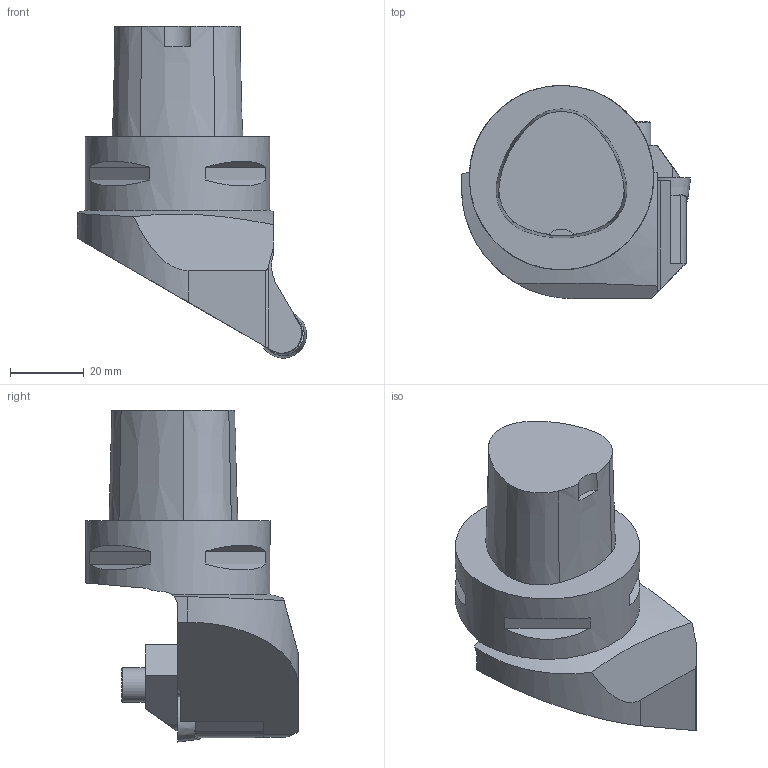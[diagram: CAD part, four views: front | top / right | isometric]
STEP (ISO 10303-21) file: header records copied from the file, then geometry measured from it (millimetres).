
FILE_DESCRIPTION(/* description */ (''),/* implementation_level */ '2;1');
FILE_NAME(/* name */ '1631703573929.stp',/* time_stamp */ '2021-09-15T16:29:49+06:00',/* author */ (''),/* organization */ ('SMS'),/* preprocessor_version */ 'ST-DEVELOPER v16.7',/* originating_system */ 'SIEMENS PLM Software NX 12.0',/* authorisation */ '');
FILE_SCHEMA (('AUTOMOTIVE_DESIGN { 1 0 10303 214 3 1 1 1 }'));
Length unit declared in the file: millimetre
Products named in the file (4): 203686977mod000_00; ASSEMBLY_CONSTRUCTION; 203701630mod000_00; 203701628mod000_00
Assembly tree (3 placements, depth 2):
  203701628mod000_00
    203701630mod000_00
    ASSEMBLY_CONSTRUCTION
    203686977mod000_00
Bounding box: 62.08 x 57.7 x 89.98 mm (x, y, z)
Volume: 105062.6 mm3; surface area: 17037.3 mm2
Topology: 2 solids, 3 shells, 71 faces, 180 edges, 128 vertices
Faces by surface type: plane 48, cylinder 13, cone 10
Full cylindrical faces by diameter (mm): 6.35 x1, 9.4 x1, 50 x1
Entity records: 2341 total; most frequent: CARTESIAN_POINT 454, DIRECTION 376, ORIENTED_EDGE 336, EDGE_CURVE 168, AXIS2_PLACEMENT_3D 139, VERTEX_POINT 115, LINE 98, VECTOR 98
